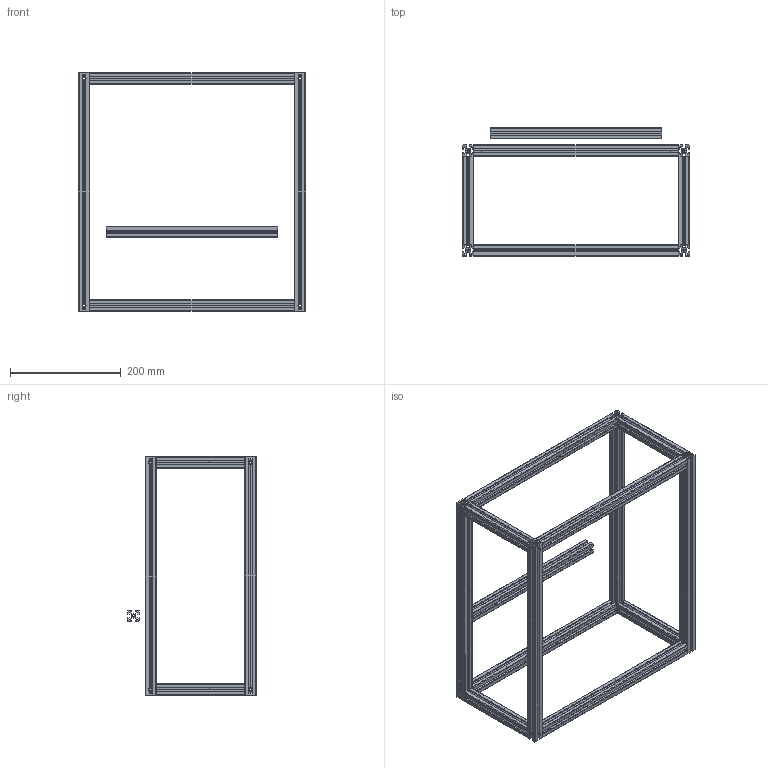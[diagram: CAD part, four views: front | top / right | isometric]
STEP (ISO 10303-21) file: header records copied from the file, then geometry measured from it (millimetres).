
FILE_DESCRIPTION(/* description */ (''),/* implementation_level */ '2;1');
FILE_NAME(/* name */ 'Daksh Bolt Frame.step',/* time_stamp */ '2024-06-02T17:08:29+07:00',/* author */ (''),/* organization */ (''),/* preprocessor_version */ 'ST-DEVELOPER v20',/* originating_system */ 'Autodesk Translation Framework v13.14.0.145',/* authorisation */ '');
FILE_SCHEMA (('AUTOMOTIVE_DESIGN { 1 0 10303 214 3 1 1 }'));
Length unit declared in the file: millimetre
Products named in the file (14): Frame; 2020 145mm extrusion (2); 2020 145mm extrusion (3); 2020 145mm extrusion (1); 2020 145mm extrusion; 2020 430mm extrusion (2); 2020 370mm extrusion (3); 2020 430mm extrusion (3); 2020 370mm extrusion (2); 2020 310mm extrusion; 2020 370mm extrusion; 2020 430mm extrusion; 2020 370mm extrusion (1); 2020 430mm extrusion (1)
Assembly tree (13 placements, depth 2):
  Frame
    2020 145mm extrusion (2)
    2020 145mm extrusion (3)
    2020 145mm extrusion (1)
    2020 145mm extrusion
    2020 430mm extrusion (2)
    2020 370mm extrusion (3)
    2020 430mm extrusion (3)
    2020 370mm extrusion (2)
    2020 310mm extrusion
    2020 370mm extrusion
    2020 430mm extrusion
    2020 370mm extrusion (1)
    2020 430mm extrusion (1)
Bounding box: 410 x 231.41 x 430 mm (x, y, z)
Volume: 750536 mm3; surface area: 725729.6 mm2
Topology: 13 solids, 13 shells, 1163 faces, 3507 edges, 2330 vertices
Faces by surface type: plane 970, cylinder 193
Full cylindrical faces by diameter (mm): 4.2 x21, 4.234 x12, 5.12 x12, 7.35 x32
Entity records: 40233 total; most frequent: CARTESIAN_POINT 7643, ORIENTED_EDGE 7014, DIRECTION 6457, EDGE_CURVE 3507, LINE 2729, VECTOR 2729, VERTEX_POINT 2330, AXIS2_PLACEMENT_3D 1864
